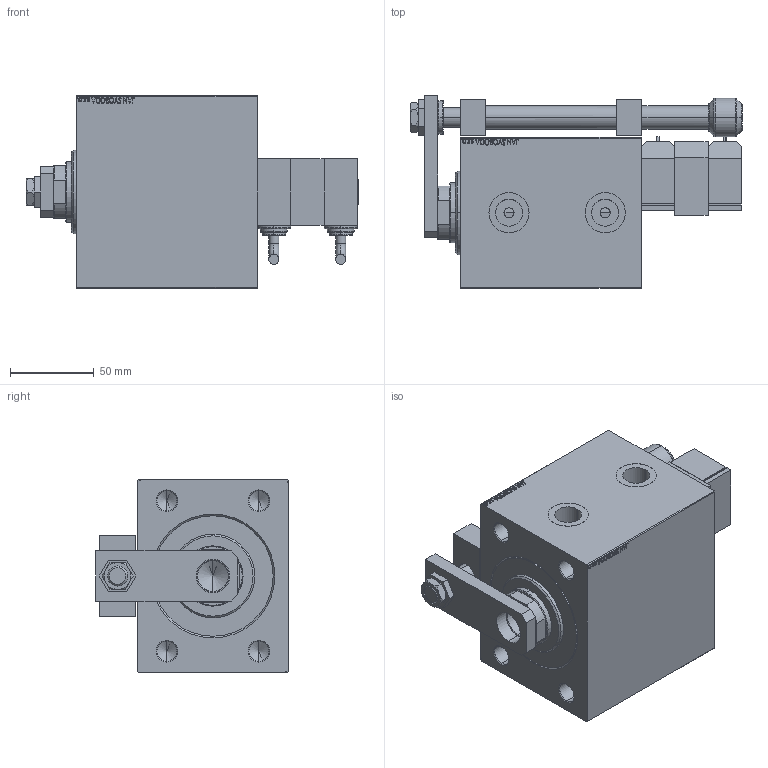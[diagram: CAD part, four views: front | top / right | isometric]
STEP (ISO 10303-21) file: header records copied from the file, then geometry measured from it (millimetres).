
FILE_DESCRIPTION (( 'STEP AP203' ), '1' );
FILE_NAME ('fc07.STEP', '2024-02-12T15:41:28', ( '' ), ( '' ), 'SwSTEP 2.0', 'SolidWorks 2019', '' );
FILE_SCHEMA (( 'CONFIG_CONTROL_DESIGN' ));
Length unit declared in the file: millimetre
Products named in the file (13): SWITCH DIM W_B 19bd4cdba3c110cf6a91b46a05bc59ca; MIDDLE 19bd4cdba3c110cf6a91b46a05bc59ca; V450CM_VC_B 19bd4cdba3c110cf6a91b46a05bc59ca; NUT_D19_P 19bd4cdba3c110cf6a91b46a05bc59ca; ZARAZKA_P 19bd4cdba3c110cf6a91b46a05bc59ca; SWITCH P 19bd4cdba3c110cf6a91b46a05bc59ca; V450CM_B_Body 19bd4cdba3c110cf6a91b46a05bc59ca; V450CM_B_VCP 19bd4cdba3c110cf6a91b46a05bc59ca; TYC_P 19bd4cdba3c110cf6a91b46a05bc59ca; NUT_D16 19bd4cdba3c110cf6a91b46a05bc59ca; KROUZEK_PRO_TYC 19bd4cdba3c110cf6a91b46a05bc59ca; fc07; SWITCH_P_FRONT_BACK 19bd4cdba3c110cf6a91b46a05bc59ca
Assembly tree (14 placements, depth 2):
  fc07
    V450CM_B_Body 19bd4cdba3c110cf6a91b46a05bc59ca
    V450CM_B_VCP 19bd4cdba3c110cf6a91b46a05bc59ca
    V450CM_VC_B 19bd4cdba3c110cf6a91b46a05bc59ca
    NUT_D16 19bd4cdba3c110cf6a91b46a05bc59ca
    NUT_D19_P 19bd4cdba3c110cf6a91b46a05bc59ca
    SWITCH DIM W_B 19bd4cdba3c110cf6a91b46a05bc59ca
    ZARAZKA_P 19bd4cdba3c110cf6a91b46a05bc59ca
    TYC_P 19bd4cdba3c110cf6a91b46a05bc59ca
    SWITCH_P_FRONT_BACK 19bd4cdba3c110cf6a91b46a05bc59ca  x2
    SWITCH P 19bd4cdba3c110cf6a91b46a05bc59ca  x2
    MIDDLE 19bd4cdba3c110cf6a91b46a05bc59ca
    KROUZEK_PRO_TYC 19bd4cdba3c110cf6a91b46a05bc59ca
Bounding box: 198.5 x 115 x 115 mm (x, y, z)
Volume: 1213327.2 mm3; surface area: 176008.4 mm2
Topology: 14 solids, 14 shells, 1103 faces, 2756 edges, 1792 vertices
Faces by surface type: plane 512, bspline 380, cylinder 110, cone 69, torus 32
Entity records: 50000 total; most frequent: CARTESIAN_POINT 26162, ORIENTED_EDGE 5180, DIRECTION 3427, EDGE_CURVE 2590, VERTEX_POINT 1696, VECTOR 1505, LINE 1505, EDGE_LOOP 1184
